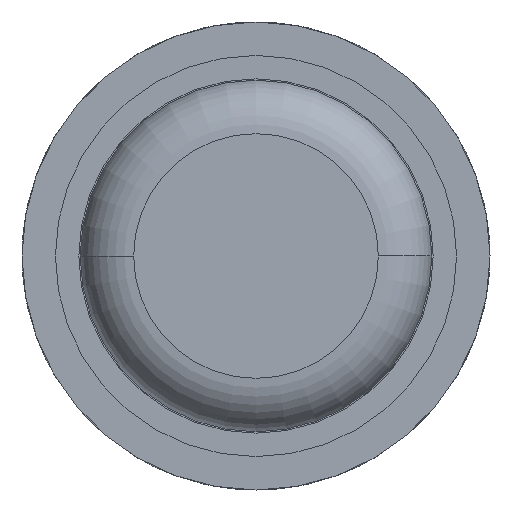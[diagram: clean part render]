
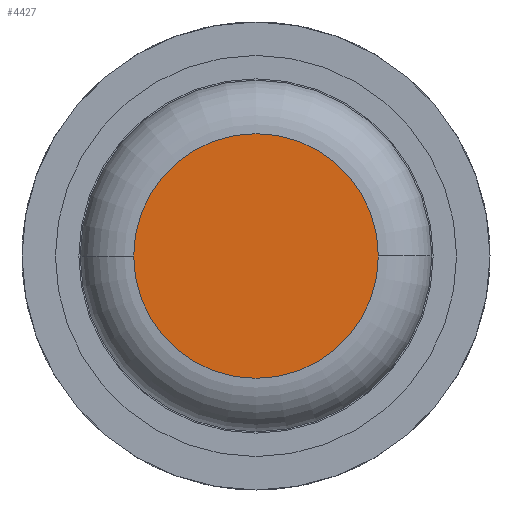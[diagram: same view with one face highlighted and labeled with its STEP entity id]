
A CAD part, front view. The second image highlights one B-rep face of the part: STEP entity #4427.
In plain terms, the highlighted planar face has unit normal (0, -1, 0).
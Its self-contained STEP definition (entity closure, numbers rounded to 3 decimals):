
#243 = DIRECTION ( 'NONE',  ( 0., 1., 0. ) ) ;
#342 = DIRECTION ( 'NONE',  ( 0., -1., 0. ) ) ;
#344 = ORIENTED_EDGE ( 'NONE', *, *, #1061, .T. ) ;
#503 = DIRECTION ( 'NONE',  ( -1., 0., 0. ) ) ;
#1023 = DIRECTION ( 'NONE',  ( 0., -1., 0. ) ) ;
#1061 = EDGE_CURVE ( 'Defeature ausgef�hrt1_6+Defeature ausgef�hrt1_7+Defeature ausgef�hrt1_7+Defeature ausgef�hrt1_7', #6244, #3496, #2255, .T. ) ;
#1203 = FACE_OUTER_BOUND ( 'NONE', #6010, .T. ) ;
#2015 = CARTESIAN_POINT ( 'NONE',  ( 0.915, 0., 0. ) ) ;
#2083 = ORIENTED_EDGE ( 'NONE', *, *, #2814, .T. ) ;
#2153 = CIRCLE ( 'NONE', #2870, 0.915 ) ;
#2255 = CIRCLE ( 'NONE', #2765, 0.915 ) ;
#2670 = CARTESIAN_POINT ( 'NONE',  ( -0.915, 0., 0. ) ) ;
#2765 = AXIS2_PLACEMENT_3D ( 'NONE', #5457, #1023, #503 ) ;
#2814 = EDGE_CURVE ( 'Defeature ausgef�hrt1_6+Defeature ausgef�hrt1_7+Defeature ausgef�hrt1_7+Defeature ausgef�hrt1_7', #3496, #6244, #2153, .T. ) ;
#2870 = AXIS2_PLACEMENT_3D ( 'NONE', #5812, #342, #6248 ) ;
#3496 = VERTEX_POINT ( 'NONE', #2670 ) ;
#4227 = DIRECTION ( 'NONE',  ( -1., 0., 0. ) ) ;
#4427 = ADVANCED_FACE ( 'Defeature ausgef�hrt1_6', ( #1203 ), #6257, .F. ) ;
#5034 = AXIS2_PLACEMENT_3D ( 'NONE', #6192, #243, #4227 ) ;
#5457 = CARTESIAN_POINT ( 'NONE',  ( 0., 0., 0. ) ) ;
#5812 = CARTESIAN_POINT ( 'NONE',  ( 0., 0., 0. ) ) ;
#6010 = EDGE_LOOP ( 'NONE', ( #2083, #344 ) ) ;
#6192 = CARTESIAN_POINT ( 'NONE',  ( 0., 0., 0. ) ) ;
#6244 = VERTEX_POINT ( 'NONE', #2015 ) ;
#6248 = DIRECTION ( 'NONE',  ( -1., 0., 0. ) ) ;
#6257 = PLANE ( 'NONE',  #5034 ) ;
